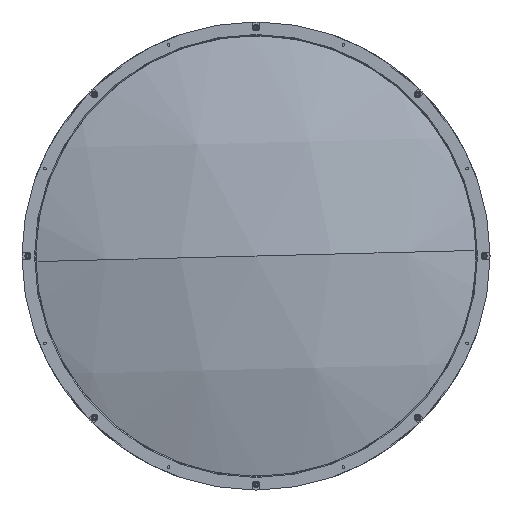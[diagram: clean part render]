
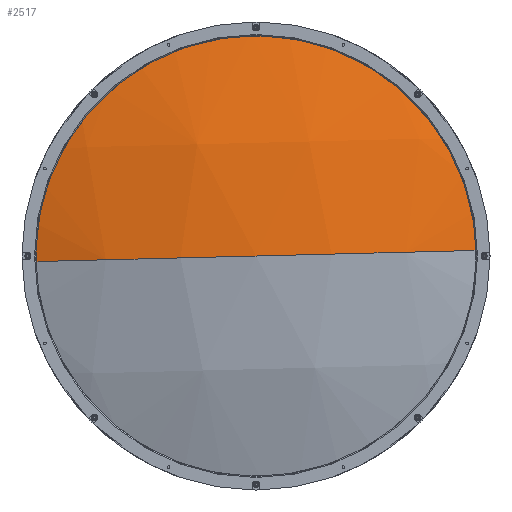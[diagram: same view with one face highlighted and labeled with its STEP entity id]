
A CAD part, left-side view. The second image highlights one B-rep face of the part: STEP entity #2517.
In plain terms, the highlighted spherical face has radius 625 mm.
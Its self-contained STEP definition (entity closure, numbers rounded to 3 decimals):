
#919 = CARTESIAN_POINT ( 'NONE',  ( 31.576, 0., 0. ) ) ;
#974 = CIRCLE ( 'NONE', #11271, 205. ) ;
#1319 = CARTESIAN_POINT ( 'NONE',  ( 622., 0., 0. ) ) ;
#1537 = DIRECTION ( 'NONE',  ( 0., -1., 0.025 ) ) ;
#2141 = DIRECTION ( 'NONE',  ( 0., 0.025, 1. ) ) ;
#2517 = ADVANCED_FACE ( 'NONE', ( #12592 ), #9344, .T. ) ;
#3391 = ORIENTED_EDGE ( 'NONE', *, *, #15547, .T. ) ;
#3624 = CARTESIAN_POINT ( 'NONE',  ( -3., 0., 0. ) ) ;
#5275 = CIRCLE ( 'NONE', #14367, 625. ) ;
#5375 = CARTESIAN_POINT ( 'NONE',  ( 622., 0., 0. ) ) ;
#5522 = CARTESIAN_POINT ( 'NONE',  ( 622., 0., 0. ) ) ;
#5985 = DIRECTION ( 'NONE',  ( 0., 0.025, 1. ) ) ;
#6246 = CARTESIAN_POINT ( 'NONE',  ( 31.576, -204.935, 5.173 ) ) ;
#6607 = DIRECTION ( 'NONE',  ( 0., -1., 0.025 ) ) ;
#6766 = DIRECTION ( 'NONE',  ( 0., 1., -0.025 ) ) ;
#8870 = CARTESIAN_POINT ( 'NONE',  ( 31.576, 204.935, -5.173 ) ) ;
#9344 = SPHERICAL_SURFACE ( 'NONE', #9869, 625. ) ;
#9369 = AXIS2_PLACEMENT_3D ( 'NONE', #5522, #14017, #6766 ) ;
#9395 = DIRECTION ( 'NONE',  ( -1., 0., 0. ) ) ;
#9869 = AXIS2_PLACEMENT_3D ( 'NONE', #1319, #5985, #1537 ) ;
#9985 = EDGE_LOOP ( 'NONE', ( #11246, #3391, #13200 ) ) ;
#11246 = ORIENTED_EDGE ( 'NONE', *, *, #13554, .T. ) ;
#11271 = AXIS2_PLACEMENT_3D ( 'NONE', #919, #9395, #2141 ) ;
#11561 = VERTEX_POINT ( 'NONE', #8870 ) ;
#12430 = VERTEX_POINT ( 'NONE', #3624 ) ;
#12592 = FACE_OUTER_BOUND ( 'NONE', #9985, .T. ) ;
#13200 = ORIENTED_EDGE ( 'NONE', *, *, #14249, .F. ) ;
#13554 = EDGE_CURVE ( 'NONE', #15402, #11561, #974, .T. ) ;
#13865 = DIRECTION ( 'NONE',  ( 0., 0.025, 1. ) ) ;
#14017 = DIRECTION ( 'NONE',  ( 0., -0.025, -1. ) ) ;
#14249 = EDGE_CURVE ( 'NONE', #15402, #12430, #14635, .T. ) ;
#14367 = AXIS2_PLACEMENT_3D ( 'NONE', #5375, #13865, #6607 ) ;
#14635 = CIRCLE ( 'NONE', #9369, 625. ) ;
#15402 = VERTEX_POINT ( 'NONE', #6246 ) ;
#15547 = EDGE_CURVE ( 'NONE', #11561, #12430, #5275, .T. ) ;
